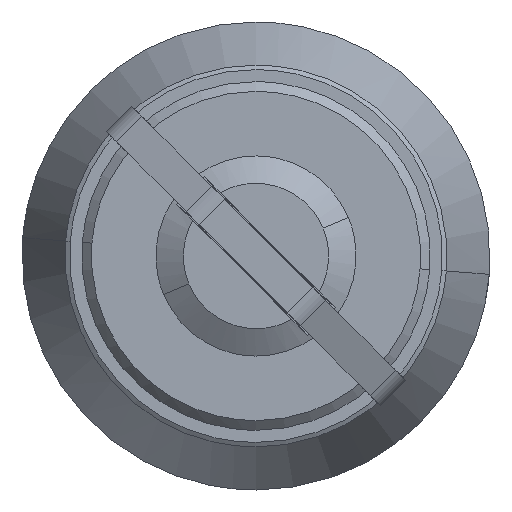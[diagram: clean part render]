
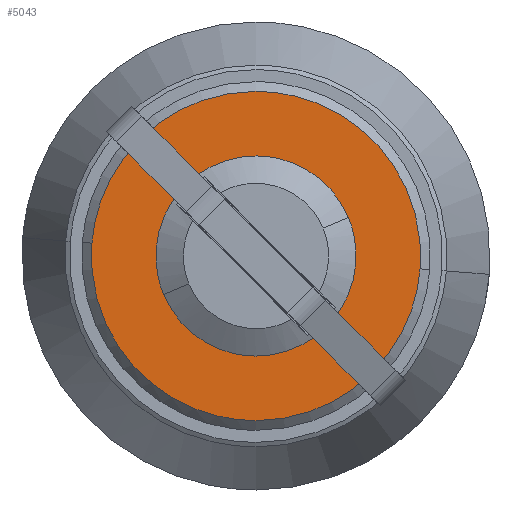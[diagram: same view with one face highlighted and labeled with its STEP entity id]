
A CAD part, front view. The second image highlights one B-rep face of the part: STEP entity #5043.
In plain terms, the highlighted free-form (B-spline) face has degree [1, 1] with [2, 2] control points.
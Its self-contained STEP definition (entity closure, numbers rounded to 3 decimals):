
#4862=CARTESIAN_POINT('',(0.,-7.8,10.2));
#4863=VERTEX_POINT('',#4862);
#4864=CARTESIAN_POINT('',(-10.169,-7.8,0.8));
#4865=VERTEX_POINT('',#4864);
#4866=CARTESIAN_POINT('',(0.,-7.8,10.2));
#4867=CARTESIAN_POINT('',(-9.429,-7.8,10.2));
#4868=CARTESIAN_POINT('',(-10.169,-7.8,0.8));
#4876=(BOUNDED_CURVE()B_SPLINE_CURVE(2,(#4866,#4867,#4868),.UNSPECIFIED.,.F.,.U.)B_SPLINE_CURVE_WITH_KNOTS((3,3),(0.0,0.236),.UNSPECIFIED.)CURVE()GEOMETRIC_REPRESENTATION_ITEM()RATIONAL_B_SPLINE_CURVE((1.0,0.723,0.97))REPRESENTATION_ITEM(''));
#4877=EDGE_CURVE('',#4863,#4865,#4876,.T.);
#4879=CARTESIAN_POINT('',(10.169,-7.8,-0.8));
#4880=VERTEX_POINT('',#4879);
#4881=CARTESIAN_POINT('',(10.169,-7.8,-0.8));
#4882=CARTESIAN_POINT('',(10.2,-7.8,-0.401));
#4883=CARTESIAN_POINT('',(10.2,-7.8,0.));
#4884=CARTESIAN_POINT('',(10.2,-7.8,10.2));
#4885=CARTESIAN_POINT('',(0.,-7.8,10.2));
#4893=(BOUNDED_CURVE()B_SPLINE_CURVE(2,(#4881,#4882,#4883,#4884,#4885),.UNSPECIFIED.,.F.,.U.)B_SPLINE_CURVE_WITH_KNOTS((3,2,3),(0.736,0.75,1.0),.UNSPECIFIED.)CURVE()GEOMETRIC_REPRESENTATION_ITEM()RATIONAL_B_SPLINE_CURVE((0.97,0.984,1.0,0.707,1.0))REPRESENTATION_ITEM(''));
#4894=EDGE_CURVE('',#4880,#4863,#4893,.T.);
#4929=CARTESIAN_POINT('',(0.,-7.8,-10.2));
#4930=VERTEX_POINT('',#4929);
#4931=CARTESIAN_POINT('',(-10.169,-7.8,0.8));
#4932=CARTESIAN_POINT('',(-10.2,-7.8,0.401));
#4933=CARTESIAN_POINT('',(-10.2,-7.8,0.));
#4934=CARTESIAN_POINT('',(-10.2,-7.8,-10.2));
#4935=CARTESIAN_POINT('',(0.,-7.8,-10.2));
#4943=(BOUNDED_CURVE()B_SPLINE_CURVE(2,(#4931,#4932,#4933,#4934,#4935),.UNSPECIFIED.,.F.,.U.)B_SPLINE_CURVE_WITH_KNOTS((3,2,3),(0.236,0.25,0.5),.UNSPECIFIED.)CURVE()GEOMETRIC_REPRESENTATION_ITEM()RATIONAL_B_SPLINE_CURVE((0.97,0.984,1.0,0.707,1.0))REPRESENTATION_ITEM(''));
#4944=EDGE_CURVE('',#4865,#4930,#4943,.T.);
#4950=CARTESIAN_POINT('',(0.,-7.8,-10.2));
#4951=CARTESIAN_POINT('',(9.429,-7.8,-10.2));
#4952=CARTESIAN_POINT('',(10.169,-7.8,-0.8));
#4960=(BOUNDED_CURVE()B_SPLINE_CURVE(2,(#4950,#4951,#4952),.UNSPECIFIED.,.F.,.U.)B_SPLINE_CURVE_WITH_KNOTS((3,3),(0.5,0.736),.UNSPECIFIED.)CURVE()GEOMETRIC_REPRESENTATION_ITEM()RATIONAL_B_SPLINE_CURVE((1.0,0.723,0.97))REPRESENTATION_ITEM(''));
#4961=EDGE_CURVE('',#4930,#4880,#4960,.T.);
#4966=CARTESIAN_POINT('',(11.216,-7.8,11.219));
#4967=CARTESIAN_POINT('',(11.216,-7.8,-11.219));
#4968=CARTESIAN_POINT('',(-11.216,-7.8,11.219));
#4969=CARTESIAN_POINT('',(-11.216,-7.8,-11.219));
#4970=B_SPLINE_SURFACE_WITH_KNOTS('',1,1,((#4966,#4968),(#4967,#4969)),.UNSPECIFIED.,.F.,.F.,.U.,(2,2),(2,2),(0.0,22.438),(0.0,22.432),.UNSPECIFIED.);
#4971=ORIENTED_EDGE('',*,*,#4877,.T.);
#4972=ORIENTED_EDGE('',*,*,#4944,.T.);
#4973=ORIENTED_EDGE('',*,*,#4961,.T.);
#4974=ORIENTED_EDGE('',*,*,#4894,.T.);
#4975=EDGE_LOOP('',(#4971,#4972,#4973,#4974));
#4976=FACE_OUTER_BOUND('',#4975,.T.);
#4977=CARTESIAN_POINT('',(0.,-7.8,-6.2));
#4978=VERTEX_POINT('',#4977);
#4979=CARTESIAN_POINT('',(5.72,-7.8,2.391));
#4980=VERTEX_POINT('',#4979);
#4981=CARTESIAN_POINT('',(0.,-7.8,-6.2));
#4982=CARTESIAN_POINT('',(6.2,-7.8,-6.2));
#4983=CARTESIAN_POINT('',(6.2,-7.8,0.));
#4984=CARTESIAN_POINT('',(6.2,-7.8,1.244));
#4985=CARTESIAN_POINT('',(5.72,-7.8,2.391));
#4993=(BOUNDED_CURVE()B_SPLINE_CURVE(2,(#4981,#4982,#4983,#4984,#4985),.UNSPECIFIED.,.F.,.U.)B_SPLINE_CURVE_WITH_KNOTS((3,2,3),(0.5,0.75,0.815),.UNSPECIFIED.)CURVE()GEOMETRIC_REPRESENTATION_ITEM()RATIONAL_B_SPLINE_CURVE((1.0,0.707,1.0,0.923,0.887))REPRESENTATION_ITEM(''));
#4994=EDGE_CURVE('',#4978,#4980,#4993,.T.);
#4995=ORIENTED_EDGE('',*,*,#4994,.F.);
#4996=CARTESIAN_POINT('',(-5.72,-7.8,-2.391));
#4997=VERTEX_POINT('',#4996);
#4998=CARTESIAN_POINT('',(-5.72,-7.8,-2.391));
#4999=CARTESIAN_POINT('',(-4.128,-7.8,-6.2));
#5000=CARTESIAN_POINT('',(0.,-7.8,-6.2));
#5008=(BOUNDED_CURVE()B_SPLINE_CURVE(2,(#4998,#4999,#5000),.UNSPECIFIED.,.F.,.U.)B_SPLINE_CURVE_WITH_KNOTS((3,3),(0.315,0.5),.UNSPECIFIED.)CURVE()GEOMETRIC_REPRESENTATION_ITEM()RATIONAL_B_SPLINE_CURVE((0.887,0.784,1.0))REPRESENTATION_ITEM(''));
#5009=EDGE_CURVE('',#4997,#4978,#5008,.T.);
#5010=ORIENTED_EDGE('',*,*,#5009,.F.);
#5011=CARTESIAN_POINT('',(0.,-7.8,6.2));
#5012=VERTEX_POINT('',#5011);
#5013=CARTESIAN_POINT('',(0.,-7.8,6.2));
#5014=CARTESIAN_POINT('',(-6.2,-7.8,6.2));
#5015=CARTESIAN_POINT('',(-6.2,-7.8,0.));
#5016=CARTESIAN_POINT('',(-6.2,-7.8,-1.244));
#5017=CARTESIAN_POINT('',(-5.72,-7.8,-2.391));
#5025=(BOUNDED_CURVE()B_SPLINE_CURVE(2,(#5013,#5014,#5015,#5016,#5017),.UNSPECIFIED.,.F.,.U.)B_SPLINE_CURVE_WITH_KNOTS((3,2,3),(0.0,0.25,0.315),.UNSPECIFIED.)CURVE()GEOMETRIC_REPRESENTATION_ITEM()RATIONAL_B_SPLINE_CURVE((1.0,0.707,1.0,0.923,0.887))REPRESENTATION_ITEM(''));
#5026=EDGE_CURVE('',#5012,#4997,#5025,.T.);
#5027=ORIENTED_EDGE('',*,*,#5026,.F.);
#5028=CARTESIAN_POINT('',(5.72,-7.8,2.391));
#5029=CARTESIAN_POINT('',(4.128,-7.8,6.2));
#5030=CARTESIAN_POINT('',(0.,-7.8,6.2));
#5038=(BOUNDED_CURVE()B_SPLINE_CURVE(2,(#5028,#5029,#5030),.UNSPECIFIED.,.F.,.U.)B_SPLINE_CURVE_WITH_KNOTS((3,3),(0.815,1.0),.UNSPECIFIED.)CURVE()GEOMETRIC_REPRESENTATION_ITEM()RATIONAL_B_SPLINE_CURVE((0.887,0.784,1.0))REPRESENTATION_ITEM(''));
#5039=EDGE_CURVE('',#4980,#5012,#5038,.T.);
#5040=ORIENTED_EDGE('',*,*,#5039,.F.);
#5041=EDGE_LOOP('',(#4995,#5010,#5027,#5040));
#5042=FACE_BOUND('',#5041,.T.);
#5043=ADVANCED_FACE('',(#4976,#5042),#4970,.F.);
